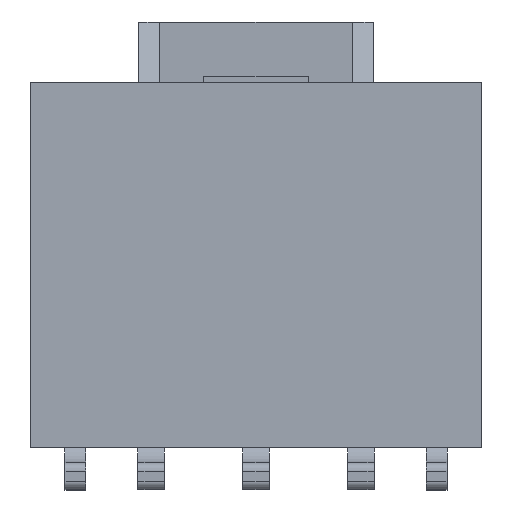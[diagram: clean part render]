
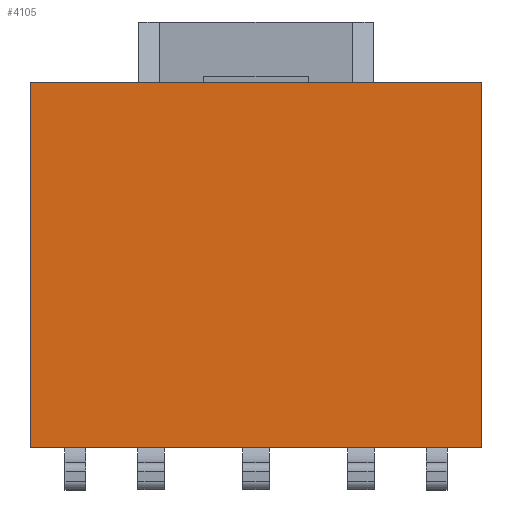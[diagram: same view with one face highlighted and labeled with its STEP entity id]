
A CAD part, top view. The second image highlights one B-rep face of the part: STEP entity #4105.
In plain terms, the highlighted planar face has unit normal (0, 0, 1).
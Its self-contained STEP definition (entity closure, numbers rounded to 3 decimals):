
#5=DIRECTION('',(1.,0.,0.));
#6=VECTOR('',#5,10.73);
#7=CARTESIAN_POINT('',(-5.365,-4.345,0.));
#8=LINE('',#7,#6);
#273=DIRECTION('',(1.,0.,0.));
#274=VECTOR('',#273,10.73);
#275=CARTESIAN_POINT('',(-5.365,4.345,0.));
#276=LINE('',#275,#274);
#941=DIRECTION('',(0.,1.,0.));
#942=VECTOR('',#941,8.69);
#943=CARTESIAN_POINT('',(5.365,-4.345,0.));
#944=LINE('',#943,#942);
#945=DIRECTION('',(0.,1.,0.));
#946=VECTOR('',#945,8.69);
#947=CARTESIAN_POINT('',(-5.365,-4.345,0.));
#948=LINE('',#947,#946);
#2166=CARTESIAN_POINT('',(-5.365,-4.345,0.));
#2168=VERTEX_POINT('',#2166);
#2169=CARTESIAN_POINT('',(5.365,-4.345,0.));
#2170=VERTEX_POINT('',#2169);
#2174=CARTESIAN_POINT('',(-5.365,4.345,0.));
#2176=VERTEX_POINT('',#2174);
#2177=CARTESIAN_POINT('',(5.365,4.345,0.));
#2178=VERTEX_POINT('',#2177);
#4094=CARTESIAN_POINT('',(-5.365,-4.345,0.));
#4095=DIRECTION('',(0.,0.,1.));
#4096=DIRECTION('',(1.,0.,0.));
#4097=AXIS2_PLACEMENT_3D('',#4094,#4095,#4096);
#4098=PLANE('',#4097);
#4099=ORIENTED_EDGE('',*,*,#2844,.F.);
#4100=ORIENTED_EDGE('',*,*,#2913,.T.);
#4101=ORIENTED_EDGE('',*,*,#3090,.T.);
#4102=ORIENTED_EDGE('',*,*,#4087,.F.);
#4103=EDGE_LOOP('',(#4099,#4100,#4101,#4102));
#4104=FACE_OUTER_BOUND('',#4103,.F.);
#4105=ADVANCED_FACE('',(#4104),#4098,.T.);
#2844=EDGE_CURVE('',#2168,#2170,#8,.T.);
#2913=EDGE_CURVE('',#2168,#2176,#948,.T.);
#3090=EDGE_CURVE('',#2176,#2178,#276,.T.);
#4087=EDGE_CURVE('',#2170,#2178,#944,.T.);
